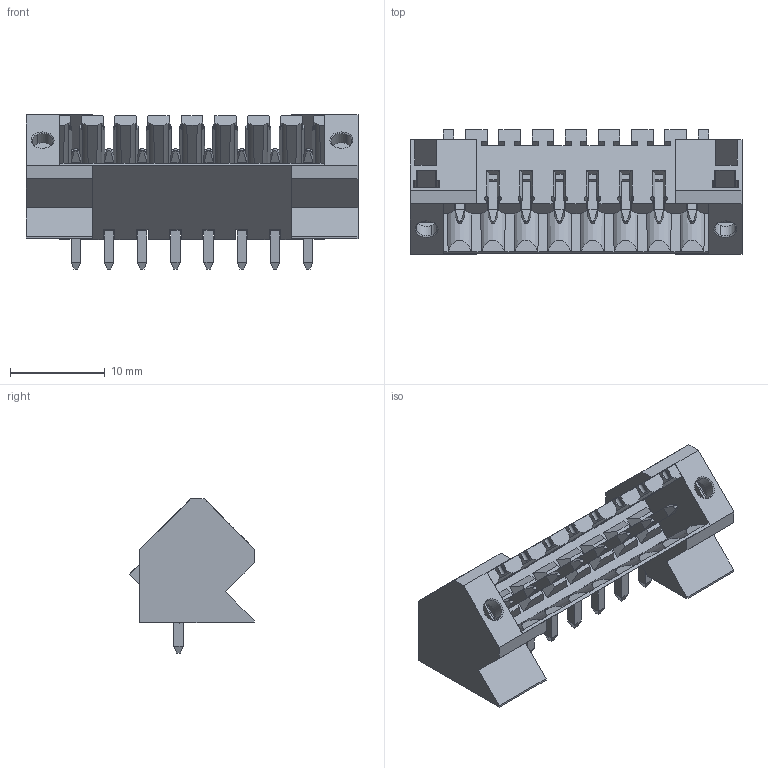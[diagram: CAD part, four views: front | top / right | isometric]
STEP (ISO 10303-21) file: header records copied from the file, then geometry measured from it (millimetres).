
FILE_DESCRIPTION(('CATIA V5R20 STEP214','CAx-IF Rec.Pracs.--- Model Styling and Organization---1.5--- 2016-08-15','CAx-IF Rec.Pracs.---Supplemental Geometry---1.0---2011-11-01','CAx-IF Rec.Pracs.--- Composite Materials ---1.1---2010-07-15'),'2;1');
FILE_NAME ('D1454203_1', '2025-02-18T10:46:08+00:00', ('Weidmueller Interface'), ('Weidmueller'), 'CATIA Version 5-6 Release 2022 SP4 HF5', 'CATIA V5 STEP AP214 v3', 'none');
FILE_SCHEMA(('AUTOMOTIVE_DESIGN { 1 0 10303 214 1 1 1 1 }'));
Length unit declared in the file: millimetre
Products named in the file (1): 1643390000
Bounding box: 35 x 13.15 x 16.25 mm (x, y, z)
Volume: 1759.8 mm3; surface area: 3580.8 mm2
Topology: 1 solids, 1 shells, 746 faces, 2068 edges, 1342 vertices
Faces by surface type: plane 606, cylinder 88, revolution 40, cone 12
Entity records: 23604 total; most frequent: CARTESIAN_POINT 5762, ORIENTED_EDGE 4136, DIRECTION 2639, EDGE_CURVE 2068, VECTOR 1624, LINE 1624, VERTEX_POINT 1342, EDGE_LOOP 768
